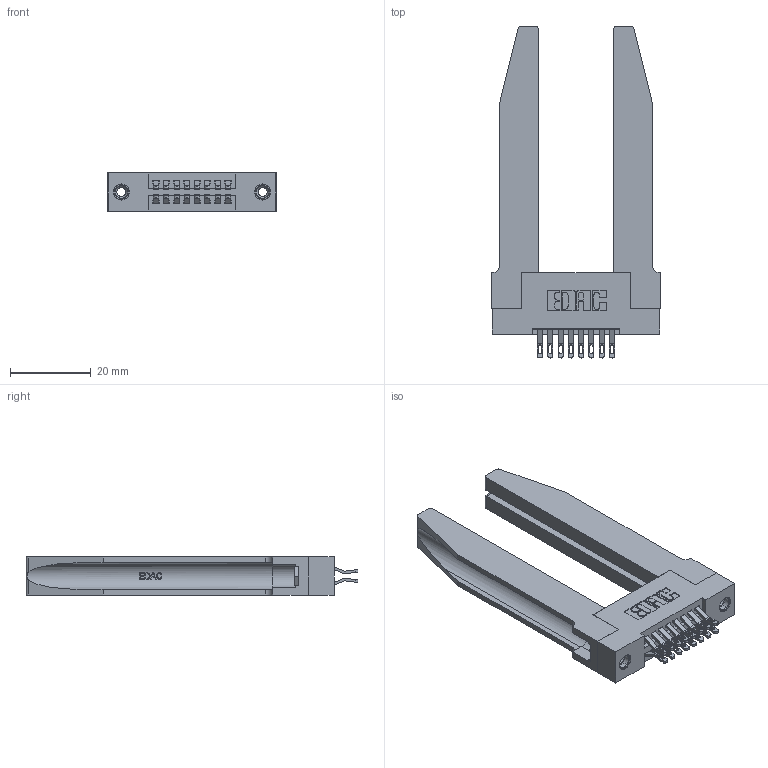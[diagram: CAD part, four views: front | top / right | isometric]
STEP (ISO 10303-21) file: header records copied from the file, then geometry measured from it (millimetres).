
FILE_DESCRIPTION (( 'STEP AP203' ), '1' );
FILE_NAME ('345-016-555-278.STEP', '2019-10-27T04:40:08', ( '' ), ( '' ), 'SwSTEP 2.0', 'SolidWorks 2016', '' );
FILE_SCHEMA (( 'CONFIG_CONTROL_DESIGN' ));
Length unit declared in the file: inch
Products named in the file (5): 345 Part_Flush Mounting Lugs - 0.156 Dia-TH; 345-016-555-278; 345-250-001_345-250-001-102; 345-220-078_345-220-078; 345-292-001_555 Tail
Assembly tree (21 placements, depth 2):
  345-016-555-278
    345 Part_Flush Mounting Lugs - 0.156 Dia-TH
    345-292-001_555 Tail  x16
    345-250-001_345-250-001-102  x2
    345-220-078_345-220-078  x2
Bounding box: 41.55 x 82.09 x 9.4 mm (x, y, z)
Volume: 11537.9 mm3; surface area: 11910.3 mm2
Topology: 21 solids, 21 shells, 1256 faces, 3781 edges, 2510 vertices
Faces by surface type: plane 718, cylinder 486, bspline 36, cone 12, torus 4
Entity records: 15920 total; most frequent: CARTESIAN_POINT 3653, ORIENTED_EDGE 2454, DIRECTION 2225, EDGE_CURVE 1227, VECTOR 949, LINE 949, VERTEX_POINT 812, AXIS2_PLACEMENT_3D 638
